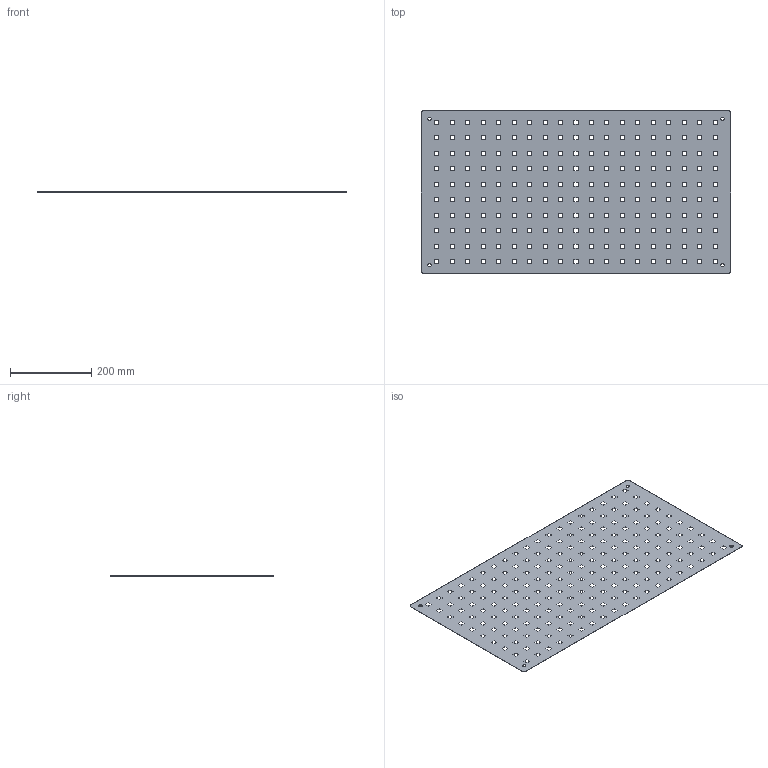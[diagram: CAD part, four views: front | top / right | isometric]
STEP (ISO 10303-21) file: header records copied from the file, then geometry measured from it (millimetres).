
FILE_DESCRIPTION (( 'STEP AP214' ), '1' );
FILE_NAME ('SNSS.40.039 Ïåðôîðèðîâàííàÿ ïàíåëü 760x400.STEP', '2022-08-25T14:50:33', ( '' ), ( '' ), 'SwSTEP 2.0', 'SolidWorks 2022', '' );
FILE_SCHEMA (( 'AUTOMOTIVE_DESIGN' ));
Length unit declared in the file: millimetre
Products named in the file (1): SNSS.40.039 Перфорированная панель 760x400
Bounding box: 760 x 400 x 0.7 mm (x, y, z)
Volume: 199337.1 mm3; surface area: 576544.7 mm2
Topology: 1 solids, 1 shells, 778 faces, 2328 edges, 1552 vertices
Faces by surface type: plane 766, cylinder 12
Entity records: 26466 total; most frequent: CARTESIAN_POINT 4659, ORIENTED_EDGE 4656, DIRECTION 3910, EDGE_CURVE 2328, VECTOR 2304, LINE 2304, VERTEX_POINT 1552, EDGE_LOOP 1166
